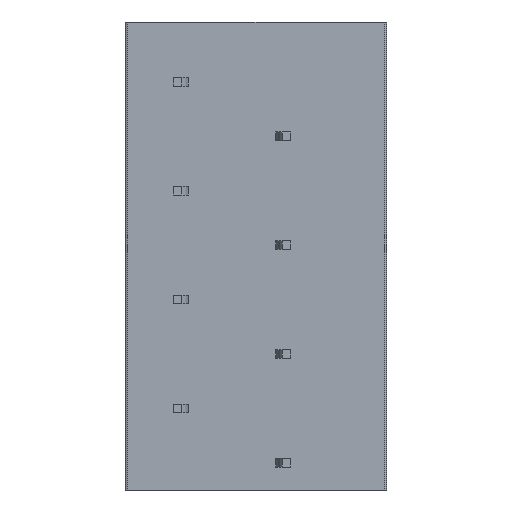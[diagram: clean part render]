
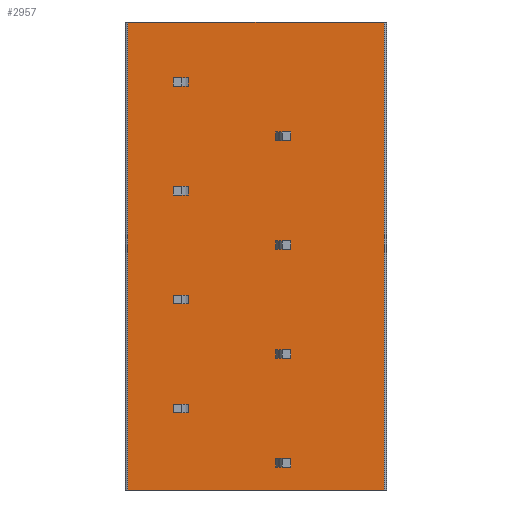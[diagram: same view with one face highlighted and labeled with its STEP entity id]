
A CAD part, front view. The second image highlights one B-rep face of the part: STEP entity #2957.
In plain terms, the highlighted planar face has unit normal (0, -1, 0).
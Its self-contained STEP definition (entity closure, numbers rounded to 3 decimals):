
#42=DIRECTION('',(1.,0.,0.));
#43=VECTOR('',#42,11.8);
#44=CARTESIAN_POINT('',(-5.9,-5.75,-18.75));
#45=LINE('',#44,#43);
#63=DIRECTION('',(0.,0.,-1.));
#64=VECTOR('',#63,21.5);
#65=CARTESIAN_POINT('',(5.9,-5.75,2.75));
#66=LINE('',#65,#64);
#67=DIRECTION('',(0.,0.,-1.));
#68=VECTOR('',#67,21.5);
#69=CARTESIAN_POINT('',(-5.9,-5.75,2.75));
#70=LINE('',#69,#68);
#71=DIRECTION('',(1.,0.,0.));
#72=VECTOR('',#71,0.4);
#73=CARTESIAN_POINT('',(-3.8,-5.75,-0.2));
#74=LINE('',#73,#72);
#75=DIRECTION('',(0.,0.,1.));
#76=VECTOR('',#75,0.4);
#77=CARTESIAN_POINT('',(-3.4,-5.75,-0.2));
#78=LINE('',#77,#76);
#79=DIRECTION('',(1.,0.,0.));
#80=VECTOR('',#79,0.4);
#81=CARTESIAN_POINT('',(-3.8,-5.75,0.2));
#82=LINE('',#81,#80);
#83=DIRECTION('',(0.,0.,1.));
#84=VECTOR('',#83,0.4);
#85=CARTESIAN_POINT('',(-3.8,-5.75,-0.2));
#86=LINE('',#85,#84);
#87=DIRECTION('',(1.,0.,0.));
#88=VECTOR('',#87,0.4);
#89=CARTESIAN_POINT('',(-3.8,-5.75,-5.2));
#90=LINE('',#89,#88);
#91=DIRECTION('',(0.,0.,1.));
#92=VECTOR('',#91,0.4);
#93=CARTESIAN_POINT('',(-3.4,-5.75,-5.2));
#94=LINE('',#93,#92);
#95=DIRECTION('',(1.,0.,0.));
#96=VECTOR('',#95,0.4);
#97=CARTESIAN_POINT('',(-3.8,-5.75,-4.8));
#98=LINE('',#97,#96);
#99=DIRECTION('',(0.,0.,1.));
#100=VECTOR('',#99,0.4);
#101=CARTESIAN_POINT('',(-3.8,-5.75,-5.2));
#102=LINE('',#101,#100);
#103=DIRECTION('',(1.,0.,0.));
#104=VECTOR('',#103,0.4);
#105=CARTESIAN_POINT('',(-3.8,-5.75,-10.2));
#106=LINE('',#105,#104);
#107=DIRECTION('',(0.,0.,1.));
#108=VECTOR('',#107,0.4);
#109=CARTESIAN_POINT('',(-3.4,-5.75,-10.2));
#110=LINE('',#109,#108);
#111=DIRECTION('',(1.,0.,0.));
#112=VECTOR('',#111,0.4);
#113=CARTESIAN_POINT('',(-3.8,-5.75,-9.8));
#114=LINE('',#113,#112);
#115=DIRECTION('',(0.,0.,1.));
#116=VECTOR('',#115,0.4);
#117=CARTESIAN_POINT('',(-3.8,-5.75,-10.2));
#118=LINE('',#117,#116);
#119=DIRECTION('',(1.,0.,0.));
#120=VECTOR('',#119,0.4);
#121=CARTESIAN_POINT('',(-3.8,-5.75,-15.2));
#122=LINE('',#121,#120);
#123=DIRECTION('',(0.,0.,1.));
#124=VECTOR('',#123,0.4);
#125=CARTESIAN_POINT('',(-3.4,-5.75,-15.2));
#126=LINE('',#125,#124);
#127=DIRECTION('',(1.,0.,0.));
#128=VECTOR('',#127,0.4);
#129=CARTESIAN_POINT('',(-3.8,-5.75,-14.8));
#130=LINE('',#129,#128);
#131=DIRECTION('',(0.,0.,1.));
#132=VECTOR('',#131,0.4);
#133=CARTESIAN_POINT('',(-3.8,-5.75,-15.2));
#134=LINE('',#133,#132);
#135=DIRECTION('',(1.,0.,0.));
#136=VECTOR('',#135,0.4);
#137=CARTESIAN_POINT('',(1.2,-5.75,-2.7));
#138=LINE('',#137,#136);
#139=DIRECTION('',(0.,0.,1.));
#140=VECTOR('',#139,0.4);
#141=CARTESIAN_POINT('',(1.6,-5.75,-2.7));
#142=LINE('',#141,#140);
#143=DIRECTION('',(1.,0.,0.));
#144=VECTOR('',#143,0.4);
#145=CARTESIAN_POINT('',(1.2,-5.75,-2.3));
#146=LINE('',#145,#144);
#147=DIRECTION('',(0.,0.,1.));
#148=VECTOR('',#147,0.4);
#149=CARTESIAN_POINT('',(1.2,-5.75,-2.7));
#150=LINE('',#149,#148);
#151=DIRECTION('',(1.,0.,0.));
#152=VECTOR('',#151,0.4);
#153=CARTESIAN_POINT('',(1.2,-5.75,-7.7));
#154=LINE('',#153,#152);
#155=DIRECTION('',(0.,0.,1.));
#156=VECTOR('',#155,0.4);
#157=CARTESIAN_POINT('',(1.6,-5.75,-7.7));
#158=LINE('',#157,#156);
#159=DIRECTION('',(1.,0.,0.));
#160=VECTOR('',#159,0.4);
#161=CARTESIAN_POINT('',(1.2,-5.75,-7.3));
#162=LINE('',#161,#160);
#163=DIRECTION('',(0.,0.,1.));
#164=VECTOR('',#163,0.4);
#165=CARTESIAN_POINT('',(1.2,-5.75,-7.7));
#166=LINE('',#165,#164);
#167=DIRECTION('',(1.,0.,0.));
#168=VECTOR('',#167,0.4);
#169=CARTESIAN_POINT('',(1.2,-5.75,-12.7));
#170=LINE('',#169,#168);
#171=DIRECTION('',(0.,0.,1.));
#172=VECTOR('',#171,0.4);
#173=CARTESIAN_POINT('',(1.6,-5.75,-12.7));
#174=LINE('',#173,#172);
#175=DIRECTION('',(1.,0.,0.));
#176=VECTOR('',#175,0.4);
#177=CARTESIAN_POINT('',(1.2,-5.75,-12.3));
#178=LINE('',#177,#176);
#179=DIRECTION('',(0.,0.,1.));
#180=VECTOR('',#179,0.4);
#181=CARTESIAN_POINT('',(1.2,-5.75,-12.7));
#182=LINE('',#181,#180);
#183=DIRECTION('',(1.,0.,0.));
#184=VECTOR('',#183,0.4);
#185=CARTESIAN_POINT('',(1.2,-5.75,-17.7));
#186=LINE('',#185,#184);
#187=DIRECTION('',(0.,0.,1.));
#188=VECTOR('',#187,0.4);
#189=CARTESIAN_POINT('',(1.6,-5.75,-17.7));
#190=LINE('',#189,#188);
#191=DIRECTION('',(1.,0.,0.));
#192=VECTOR('',#191,0.4);
#193=CARTESIAN_POINT('',(1.2,-5.75,-17.3));
#194=LINE('',#193,#192);
#195=DIRECTION('',(0.,0.,1.));
#196=VECTOR('',#195,0.4);
#197=CARTESIAN_POINT('',(1.2,-5.75,-17.7));
#198=LINE('',#197,#196);
#229=DIRECTION('',(1.,0.,0.));
#230=VECTOR('',#229,11.8);
#231=CARTESIAN_POINT('',(-5.9,-5.75,2.75));
#232=LINE('',#231,#230);
#2200=CARTESIAN_POINT('',(5.9,-5.75,-18.75));
#2202=VERTEX_POINT('',#2200);
#2203=CARTESIAN_POINT('',(5.9,-5.75,2.75));
#2204=VERTEX_POINT('',#2203);
#2231=CARTESIAN_POINT('',(-5.9,-5.75,-18.75));
#2233=VERTEX_POINT('',#2231);
#2237=CARTESIAN_POINT('',(-5.9,-5.75,2.75));
#2238=VERTEX_POINT('',#2237);
#2263=CARTESIAN_POINT('',(-3.8,-5.75,-0.2));
#2264=CARTESIAN_POINT('',(-3.4,-5.75,-0.2));
#2265=VERTEX_POINT('',#2263);
#2266=VERTEX_POINT('',#2264);
#2267=CARTESIAN_POINT('',(-3.8,-5.75,0.2));
#2268=CARTESIAN_POINT('',(-3.4,-5.75,0.2));
#2269=VERTEX_POINT('',#2267);
#2270=VERTEX_POINT('',#2268);
#2295=CARTESIAN_POINT('',(1.2,-5.75,-2.7));
#2296=CARTESIAN_POINT('',(1.6,-5.75,-2.7));
#2297=VERTEX_POINT('',#2295);
#2298=VERTEX_POINT('',#2296);
#2299=CARTESIAN_POINT('',(1.2,-5.75,-2.3));
#2300=CARTESIAN_POINT('',(1.6,-5.75,-2.3));
#2301=VERTEX_POINT('',#2299);
#2302=VERTEX_POINT('',#2300);
#2621=CARTESIAN_POINT('',(-3.8,-5.75,-5.2));
#2622=CARTESIAN_POINT('',(-3.4,-5.75,-5.2));
#2623=VERTEX_POINT('',#2621);
#2624=VERTEX_POINT('',#2622);
#2625=CARTESIAN_POINT('',(-3.8,-5.75,-4.8));
#2626=CARTESIAN_POINT('',(-3.4,-5.75,-4.8));
#2627=VERTEX_POINT('',#2625);
#2628=VERTEX_POINT('',#2626);
#2653=CARTESIAN_POINT('',(-3.8,-5.75,-10.2));
#2654=CARTESIAN_POINT('',(-3.4,-5.75,-10.2));
#2655=VERTEX_POINT('',#2653);
#2656=VERTEX_POINT('',#2654);
#2657=CARTESIAN_POINT('',(-3.8,-5.75,-9.8));
#2658=CARTESIAN_POINT('',(-3.4,-5.75,-9.8));
#2659=VERTEX_POINT('',#2657);
#2660=VERTEX_POINT('',#2658);
#2685=CARTESIAN_POINT('',(-3.8,-5.75,-15.2));
#2686=CARTESIAN_POINT('',(-3.4,-5.75,-15.2));
#2687=VERTEX_POINT('',#2685);
#2688=VERTEX_POINT('',#2686);
#2689=CARTESIAN_POINT('',(-3.8,-5.75,-14.8));
#2690=CARTESIAN_POINT('',(-3.4,-5.75,-14.8));
#2691=VERTEX_POINT('',#2689);
#2692=VERTEX_POINT('',#2690);
#2717=CARTESIAN_POINT('',(1.2,-5.75,-7.7));
#2718=CARTESIAN_POINT('',(1.6,-5.75,-7.7));
#2719=VERTEX_POINT('',#2717);
#2720=VERTEX_POINT('',#2718);
#2721=CARTESIAN_POINT('',(1.2,-5.75,-7.3));
#2722=CARTESIAN_POINT('',(1.6,-5.75,-7.3));
#2723=VERTEX_POINT('',#2721);
#2724=VERTEX_POINT('',#2722);
#2749=CARTESIAN_POINT('',(1.2,-5.75,-12.7));
#2750=CARTESIAN_POINT('',(1.6,-5.75,-12.7));
#2751=VERTEX_POINT('',#2749);
#2752=VERTEX_POINT('',#2750);
#2753=CARTESIAN_POINT('',(1.2,-5.75,-12.3));
#2754=CARTESIAN_POINT('',(1.6,-5.75,-12.3));
#2755=VERTEX_POINT('',#2753);
#2756=VERTEX_POINT('',#2754);
#2781=CARTESIAN_POINT('',(1.2,-5.75,-17.7));
#2782=CARTESIAN_POINT('',(1.6,-5.75,-17.7));
#2783=VERTEX_POINT('',#2781);
#2784=VERTEX_POINT('',#2782);
#2785=CARTESIAN_POINT('',(1.2,-5.75,-17.3));
#2786=CARTESIAN_POINT('',(1.6,-5.75,-17.3));
#2787=VERTEX_POINT('',#2785);
#2788=VERTEX_POINT('',#2786);
#2864=CARTESIAN_POINT('',(-6.,-5.75,-18.75));
#2865=DIRECTION('',(0.,-1.,0.));
#2866=DIRECTION('',(1.,0.,0.));
#2867=AXIS2_PLACEMENT_3D('',#2864,#2865,#2866);
#2868=PLANE('',#2867);
#2869=ORIENTED_EDGE('',*,*,#2856,.T.);
#2870=ORIENTED_EDGE('',*,*,#2812,.F.);
#2872=ORIENTED_EDGE('',*,*,#2871,.F.);
#2874=ORIENTED_EDGE('',*,*,#2873,.T.);
#2875=EDGE_LOOP('',(#2869,#2870,#2872,#2874));
#2876=FACE_OUTER_BOUND('',#2875,.F.);
#2878=ORIENTED_EDGE('',*,*,#2877,.T.);
#2880=ORIENTED_EDGE('',*,*,#2879,.T.);
#2882=ORIENTED_EDGE('',*,*,#2881,.F.);
#2884=ORIENTED_EDGE('',*,*,#2883,.F.);
#2885=EDGE_LOOP('',(#2878,#2880,#2882,#2884));
#2886=FACE_BOUND('',#2885,.F.);
#2888=ORIENTED_EDGE('',*,*,#2887,.T.);
#2890=ORIENTED_EDGE('',*,*,#2889,.T.);
#2892=ORIENTED_EDGE('',*,*,#2891,.F.);
#2894=ORIENTED_EDGE('',*,*,#2893,.F.);
#2895=EDGE_LOOP('',(#2888,#2890,#2892,#2894));
#2896=FACE_BOUND('',#2895,.F.);
#2898=ORIENTED_EDGE('',*,*,#2897,.T.);
#2900=ORIENTED_EDGE('',*,*,#2899,.T.);
#2902=ORIENTED_EDGE('',*,*,#2901,.F.);
#2904=ORIENTED_EDGE('',*,*,#2903,.F.);
#2905=EDGE_LOOP('',(#2898,#2900,#2902,#2904));
#2906=FACE_BOUND('',#2905,.F.);
#2908=ORIENTED_EDGE('',*,*,#2907,.T.);
#2910=ORIENTED_EDGE('',*,*,#2909,.T.);
#2912=ORIENTED_EDGE('',*,*,#2911,.F.);
#2914=ORIENTED_EDGE('',*,*,#2913,.F.);
#2915=EDGE_LOOP('',(#2908,#2910,#2912,#2914));
#2916=FACE_BOUND('',#2915,.F.);
#2918=ORIENTED_EDGE('',*,*,#2917,.T.);
#2920=ORIENTED_EDGE('',*,*,#2919,.T.);
#2922=ORIENTED_EDGE('',*,*,#2921,.F.);
#2924=ORIENTED_EDGE('',*,*,#2923,.F.);
#2925=EDGE_LOOP('',(#2918,#2920,#2922,#2924));
#2926=FACE_BOUND('',#2925,.F.);
#2928=ORIENTED_EDGE('',*,*,#2927,.T.);
#2930=ORIENTED_EDGE('',*,*,#2929,.T.);
#2932=ORIENTED_EDGE('',*,*,#2931,.F.);
#2934=ORIENTED_EDGE('',*,*,#2933,.F.);
#2935=EDGE_LOOP('',(#2928,#2930,#2932,#2934));
#2936=FACE_BOUND('',#2935,.F.);
#2938=ORIENTED_EDGE('',*,*,#2937,.T.);
#2940=ORIENTED_EDGE('',*,*,#2939,.T.);
#2942=ORIENTED_EDGE('',*,*,#2941,.F.);
#2944=ORIENTED_EDGE('',*,*,#2943,.F.);
#2945=EDGE_LOOP('',(#2938,#2940,#2942,#2944));
#2946=FACE_BOUND('',#2945,.F.);
#2948=ORIENTED_EDGE('',*,*,#2947,.T.);
#2950=ORIENTED_EDGE('',*,*,#2949,.T.);
#2952=ORIENTED_EDGE('',*,*,#2951,.F.);
#2954=ORIENTED_EDGE('',*,*,#2953,.F.);
#2955=EDGE_LOOP('',(#2948,#2950,#2952,#2954));
#2956=FACE_BOUND('',#2955,.F.);
#2957=ADVANCED_FACE('',(#2876,#2886,#2896,#2906,#2916,#2926,#2936,#2946,#2956),
#2868,.T.);
#2812=EDGE_CURVE('',#2233,#2202,#45,.T.);
#2856=EDGE_CURVE('',#2204,#2202,#66,.T.);
#2871=EDGE_CURVE('',#2238,#2233,#70,.T.);
#2873=EDGE_CURVE('',#2238,#2204,#232,.T.);
#2877=EDGE_CURVE('',#2265,#2266,#74,.T.);
#2879=EDGE_CURVE('',#2266,#2270,#78,.T.);
#2881=EDGE_CURVE('',#2269,#2270,#82,.T.);
#2883=EDGE_CURVE('',#2265,#2269,#86,.T.);
#2887=EDGE_CURVE('',#2623,#2624,#90,.T.);
#2889=EDGE_CURVE('',#2624,#2628,#94,.T.);
#2891=EDGE_CURVE('',#2627,#2628,#98,.T.);
#2893=EDGE_CURVE('',#2623,#2627,#102,.T.);
#2897=EDGE_CURVE('',#2655,#2656,#106,.T.);
#2899=EDGE_CURVE('',#2656,#2660,#110,.T.);
#2901=EDGE_CURVE('',#2659,#2660,#114,.T.);
#2903=EDGE_CURVE('',#2655,#2659,#118,.T.);
#2907=EDGE_CURVE('',#2687,#2688,#122,.T.);
#2909=EDGE_CURVE('',#2688,#2692,#126,.T.);
#2911=EDGE_CURVE('',#2691,#2692,#130,.T.);
#2913=EDGE_CURVE('',#2687,#2691,#134,.T.);
#2917=EDGE_CURVE('',#2297,#2298,#138,.T.);
#2919=EDGE_CURVE('',#2298,#2302,#142,.T.);
#2921=EDGE_CURVE('',#2301,#2302,#146,.T.);
#2923=EDGE_CURVE('',#2297,#2301,#150,.T.);
#2927=EDGE_CURVE('',#2719,#2720,#154,.T.);
#2929=EDGE_CURVE('',#2720,#2724,#158,.T.);
#2931=EDGE_CURVE('',#2723,#2724,#162,.T.);
#2933=EDGE_CURVE('',#2719,#2723,#166,.T.);
#2937=EDGE_CURVE('',#2751,#2752,#170,.T.);
#2939=EDGE_CURVE('',#2752,#2756,#174,.T.);
#2941=EDGE_CURVE('',#2755,#2756,#178,.T.);
#2943=EDGE_CURVE('',#2751,#2755,#182,.T.);
#2947=EDGE_CURVE('',#2783,#2784,#186,.T.);
#2949=EDGE_CURVE('',#2784,#2788,#190,.T.);
#2951=EDGE_CURVE('',#2787,#2788,#194,.T.);
#2953=EDGE_CURVE('',#2783,#2787,#198,.T.);
